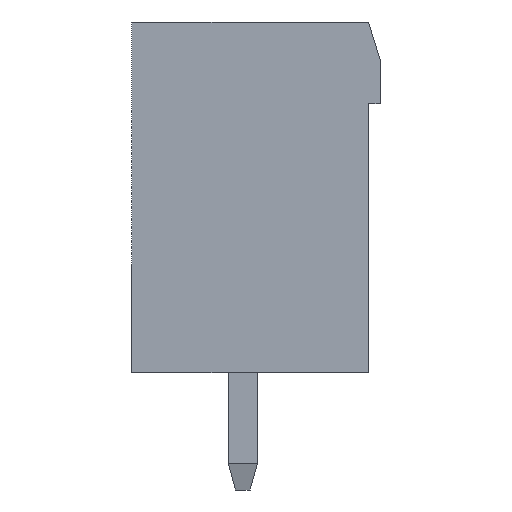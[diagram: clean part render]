
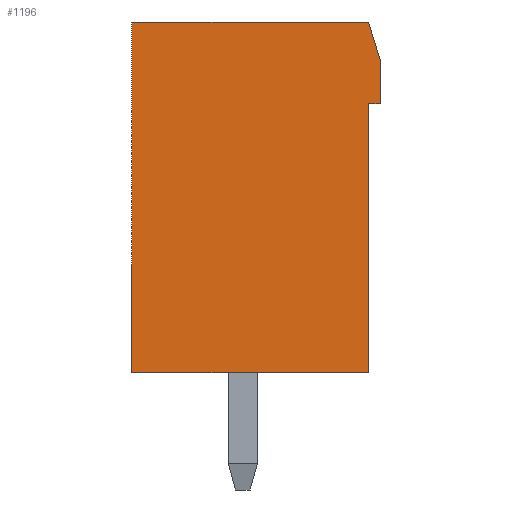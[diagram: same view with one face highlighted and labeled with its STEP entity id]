
A CAD part, left-side view. The second image highlights one B-rep face of the part: STEP entity #1196.
In plain terms, the highlighted planar face has unit normal (-1, 0, 0).
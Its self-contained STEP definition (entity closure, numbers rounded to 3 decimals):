
#1196 = ADVANCED_FACE( '', ( #2360 ), #2361, .T. );
#2360 = FACE_OUTER_BOUND( '', #3491, .T. );
#2361 = PLANE( '', #3492 );
#3491 = EDGE_LOOP( '', ( #6852, #6853, #6854, #6855, #6856, #6857, #6858 ) );
#3492 = AXIS2_PLACEMENT_3D( '', #6859, #6860, #6861 );
#6852 = ORIENTED_EDGE( '', *, *, #8109, .T. );
#6853 = ORIENTED_EDGE( '', *, *, #7286, .T. );
#6854 = ORIENTED_EDGE( '', *, *, #7814, .T. );
#6855 = ORIENTED_EDGE( '', *, *, #8219, .T. );
#6856 = ORIENTED_EDGE( '', *, *, #7902, .T. );
#6857 = ORIENTED_EDGE( '', *, *, #7739, .T. );
#6858 = ORIENTED_EDGE( '', *, *, #7188, .T. );
#6859 = CARTESIAN_POINT( '', ( -26.4, 0., 0. ) );
#6860 = DIRECTION( '', ( -1., 0., 0. ) );
#6861 = DIRECTION( '', ( 0., 0., 1. ) );
#7188 = EDGE_CURVE( '', #8715, #8716, #8717, .T. );
#7286 = EDGE_CURVE( '', #8894, #8892, #8895, .T. );
#7739 = EDGE_CURVE( '', #9621, #8715, #9622, .T. );
#7814 = EDGE_CURVE( '', #8892, #9732, #9733, .T. );
#7902 = EDGE_CURVE( '', #9854, #9621, #9855, .T. );
#8109 = EDGE_CURVE( '', #8716, #8894, #10122, .T. );
#8219 = EDGE_CURVE( '', #9732, #9854, #10246, .T. );
#8715 = VERTEX_POINT( '', #10904 );
#8716 = VERTEX_POINT( '', #10905 );
#8717 = LINE( '', #10906, #10907 );
#8892 = VERTEX_POINT( '', #11153 );
#8894 = VERTEX_POINT( '', #11156 );
#8895 = LINE( '', #11157, #11158 );
#9621 = VERTEX_POINT( '', #12230 );
#9622 = LINE( '', #12231, #12232 );
#9732 = VERTEX_POINT( '', #12395 );
#9733 = LINE( '', #12396, #12397 );
#9854 = VERTEX_POINT( '', #12584 );
#9855 = LINE( '', #12585, #12586 );
#10122 = LINE( '', #12982, #12983 );
#10246 = LINE( '', #13163, #13164 );
#10904 = CARTESIAN_POINT( '', ( -26.4, -4.45, 3.2 ) );
#10905 = CARTESIAN_POINT( '', ( -26.4, -4.45, 4.7 ) );
#10906 = CARTESIAN_POINT( '', ( -26.4, -4.45, 3.2 ) );
#10907 = VECTOR( '', #13559, 1000. );
#11153 = CARTESIAN_POINT( '', ( -26.4, 4.05, 6. ) );
#11156 = CARTESIAN_POINT( '', ( -26.4, -4.05, 6. ) );
#11157 = CARTESIAN_POINT( '', ( -26.4, -4.05, 6. ) );
#11158 = VECTOR( '', #13677, 1000. );
#12230 = CARTESIAN_POINT( '', ( -26.4, -4.05, 3.2 ) );
#12231 = CARTESIAN_POINT( '', ( -26.4, -4.05, 3.2 ) );
#12232 = VECTOR( '', #14081, 1000. );
#12395 = CARTESIAN_POINT( '', ( -26.4, 4.05, -6. ) );
#12396 = CARTESIAN_POINT( '', ( -26.4, 4.05, 6. ) );
#12397 = VECTOR( '', #14147, 1000. );
#12584 = CARTESIAN_POINT( '', ( -26.4, -4.05, -6. ) );
#12585 = CARTESIAN_POINT( '', ( -26.4, -4.05, -6. ) );
#12586 = VECTOR( '', #14229, 1000. );
#12982 = CARTESIAN_POINT( '', ( -26.4, -4.45, 4.7 ) );
#12983 = VECTOR( '', #14389, 1000. );
#13163 = CARTESIAN_POINT( '', ( -26.4, 4.05, -6. ) );
#13164 = VECTOR( '', #14455, 1000. );
#13559 = DIRECTION( '', ( 0., 0., 1. ) );
#13677 = DIRECTION( '', ( 0., 1., 0. ) );
#14081 = DIRECTION( '', ( 0., -1., 0. ) );
#14147 = DIRECTION( '', ( 0., 0., -1. ) );
#14229 = DIRECTION( '', ( 0., 0., 1. ) );
#14389 = DIRECTION( '', ( 0., 0.294, 0.956 ) );
#14455 = DIRECTION( '', ( 0., -1., 0. ) );
